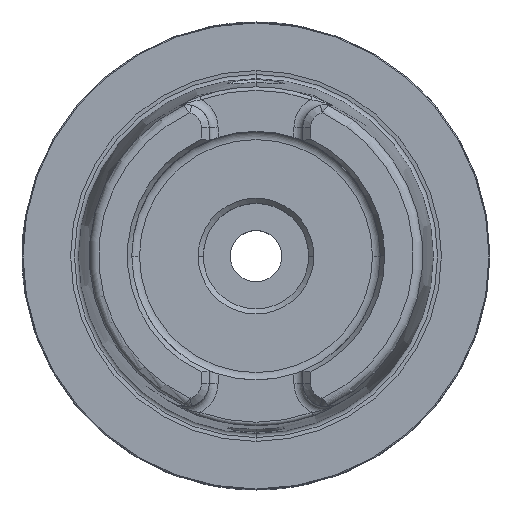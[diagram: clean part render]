
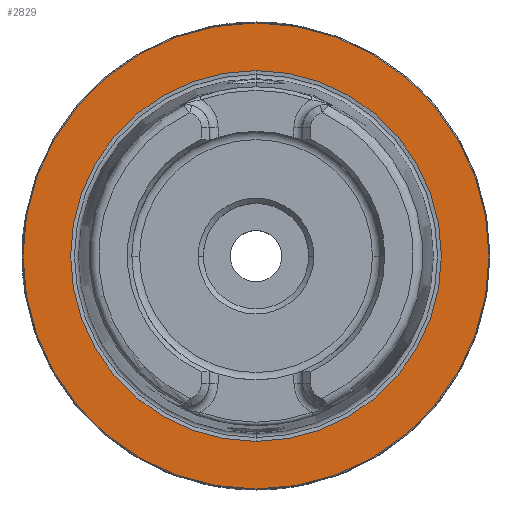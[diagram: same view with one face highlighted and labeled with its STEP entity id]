
A CAD part, top view. The second image highlights one B-rep face of the part: STEP entity #2829.
In plain terms, the highlighted planar face has unit normal (0, 0, 1).
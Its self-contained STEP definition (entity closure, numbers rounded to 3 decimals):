
#407 = CARTESIAN_POINT ( 'NONE',  ( 0., 0., 0. ) ) ;
#1139 = EDGE_LOOP ( 'NONE', ( #6961, #2155 ) ) ;
#1344 = DIRECTION ( 'NONE',  ( 0., -1., 0. ) ) ;
#1478 = CARTESIAN_POINT ( 'NONE',  ( 0., -39.59, 0. ) ) ;
#2155 = ORIENTED_EDGE ( 'NONE', *, *, #5712, .T. ) ;
#2306 = CARTESIAN_POINT ( 'NONE',  ( 0., 0., 0. ) ) ;
#2747 = VERTEX_POINT ( 'NONE', #3720 ) ;
#2769 = AXIS2_PLACEMENT_3D ( 'NONE', #5613, #5624, #5628 ) ;
#2800 = VERTEX_POINT ( 'NONE', #5213 ) ;
#2819 = CIRCLE ( 'NONE', #4126, 49.765 ) ;
#2829 = ADVANCED_FACE ( 'NONE', ( #3999, #11317 ), #4446, .T. ) ;
#3176 = DIRECTION ( 'NONE',  ( 0., 1., 0. ) ) ;
#3181 = ORIENTED_EDGE ( 'NONE', *, *, #10697, .T. ) ;
#3322 = ORIENTED_EDGE ( 'NONE', *, *, #5694, .T. ) ;
#3720 = CARTESIAN_POINT ( 'NONE',  ( 0., -49.765, 0. ) ) ;
#3999 = FACE_OUTER_BOUND ( 'NONE', #9115, .T. ) ;
#4126 = AXIS2_PLACEMENT_3D ( 'NONE', #5094, #11783, #6013 ) ;
#4172 = DIRECTION ( 'NONE',  ( 0., 0., -1. ) ) ;
#4446 = PLANE ( 'NONE',  #2769 ) ;
#5094 = CARTESIAN_POINT ( 'NONE',  ( 0., 0., 0. ) ) ;
#5213 = CARTESIAN_POINT ( 'NONE',  ( 0., 39.59, 0. ) ) ;
#5613 = CARTESIAN_POINT ( 'NONE',  ( 0., 49.965, 0. ) ) ;
#5624 = DIRECTION ( 'NONE',  ( 0., 0., 1. ) ) ;
#5628 = DIRECTION ( 'NONE',  ( 0., -1., 0. ) ) ;
#5694 = EDGE_CURVE ( 'NONE', #7387, #2747, #2819, .T. ) ;
#5712 = EDGE_CURVE ( 'NONE', #2800, #10208, #7426, .T. ) ;
#5744 = CARTESIAN_POINT ( 'NONE',  ( 0., 49.765, 0. ) ) ;
#6013 = DIRECTION ( 'NONE',  ( 0., -1., 0. ) ) ;
#6466 = AXIS2_PLACEMENT_3D ( 'NONE', #2306, #8787, #3176 ) ;
#6564 = AXIS2_PLACEMENT_3D ( 'NONE', #407, #6754, #1344 ) ;
#6754 = DIRECTION ( 'NONE',  ( 0., 0., 1. ) ) ;
#6961 = ORIENTED_EDGE ( 'NONE', *, *, #10735, .T. ) ;
#7387 = VERTEX_POINT ( 'NONE', #5744 ) ;
#7426 = CIRCLE ( 'NONE', #8338, 39.59 ) ;
#8264 = CIRCLE ( 'NONE', #6564, 49.765 ) ;
#8338 = AXIS2_PLACEMENT_3D ( 'NONE', #9825, #4172, #10840 ) ;
#8787 = DIRECTION ( 'NONE',  ( 0., 0., -1. ) ) ;
#9115 = EDGE_LOOP ( 'NONE', ( #3181, #3322 ) ) ;
#9825 = CARTESIAN_POINT ( 'NONE',  ( 0., 0., 0. ) ) ;
#10208 = VERTEX_POINT ( 'NONE', #1478 ) ;
#10285 = CIRCLE ( 'NONE', #6466, 39.59 ) ;
#10697 = EDGE_CURVE ( 'NONE', #2747, #7387, #8264, .T. ) ;
#10735 = EDGE_CURVE ( 'NONE', #10208, #2800, #10285, .T. ) ;
#10840 = DIRECTION ( 'NONE',  ( 0., 1., 0. ) ) ;
#11317 = FACE_BOUND ( 'NONE', #1139, .T. ) ;
#11783 = DIRECTION ( 'NONE',  ( 0., 0., 1. ) ) ;
